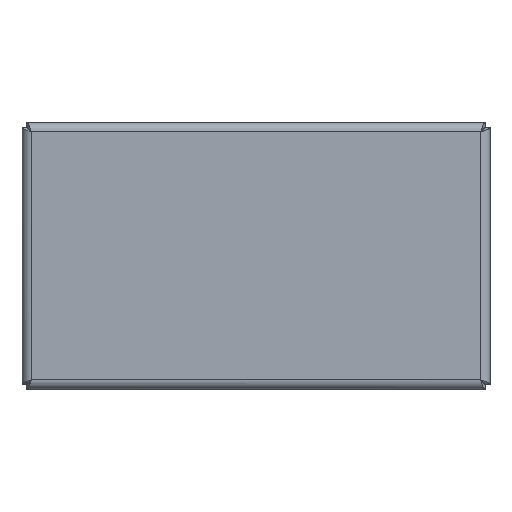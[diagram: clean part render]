
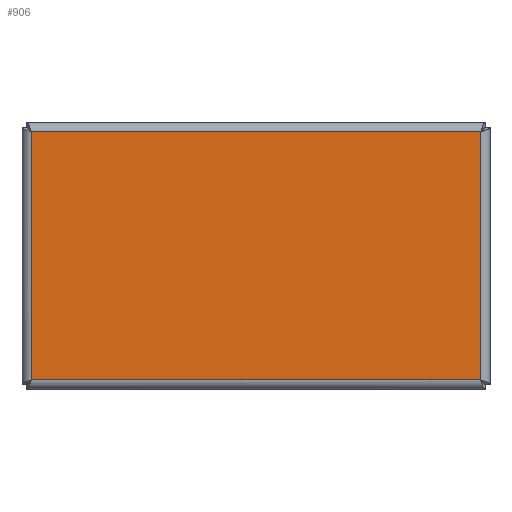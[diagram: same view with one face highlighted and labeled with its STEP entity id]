
A CAD part, top view. The second image highlights one B-rep face of the part: STEP entity #906.
In plain terms, the highlighted planar face has unit normal (0, 0, 1).
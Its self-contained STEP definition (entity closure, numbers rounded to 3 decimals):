
#65=PLANE('',#970);
#111=FACE_OUTER_BOUND('',#163,.T.);
#163=EDGE_LOOP('',(#740,#741,#742,#743));
#267=LINE('',#1692,#353);
#269=LINE('',#1696,#355);
#271=LINE('',#1700,#357);
#273=LINE('',#1704,#359);
#353=VECTOR('',#1104,10.);
#355=VECTOR('',#1110,10.);
#357=VECTOR('',#1116,10.);
#359=VECTOR('',#1122,10.);
#377=VERTEX_POINT('',#1219);
#385=VERTEX_POINT('',#1313);
#396=VERTEX_POINT('',#1443);
#411=VERTEX_POINT('',#1549);
#533=EDGE_CURVE('',#411,#396,#267,.T.);
#535=EDGE_CURVE('',#385,#411,#269,.T.);
#537=EDGE_CURVE('',#377,#385,#271,.T.);
#539=EDGE_CURVE('',#396,#377,#273,.T.);
#740=ORIENTED_EDGE('',*,*,#533,.T.);
#741=ORIENTED_EDGE('',*,*,#539,.T.);
#742=ORIENTED_EDGE('',*,*,#537,.T.);
#743=ORIENTED_EDGE('',*,*,#535,.T.);
#906=ADVANCED_FACE('',(#111),#65,.F.);
#970=AXIS2_PLACEMENT_3D('',#1707,#1127,#1128);
#1104=DIRECTION('',(-1.,0.,0.));
#1110=DIRECTION('',(0.,1.,0.));
#1116=DIRECTION('',(1.,0.,0.));
#1122=DIRECTION('',(0.,-1.,0.));
#1127=DIRECTION('center_axis',(0.,0.,
-1.));
#1128=DIRECTION('ref_axis',(1.,0.,0.));
#1219=CARTESIAN_POINT('',(-96.,-53.,34.));
#1313=CARTESIAN_POINT('',(96.,-53.,34.));
#1443=CARTESIAN_POINT('',(-96.,53.,34.));
#1549=CARTESIAN_POINT('',(96.,53.,34.));
#1692=CARTESIAN_POINT('',(48.,53.,34.));
#1696=CARTESIAN_POINT('',(96.,-26.5,34.));
#1700=CARTESIAN_POINT('',(-48.,-53.,34.));
#1704=CARTESIAN_POINT('',(-96.,26.5,34.));
#1707=CARTESIAN_POINT('Origin',(0.,0.,
34.));
